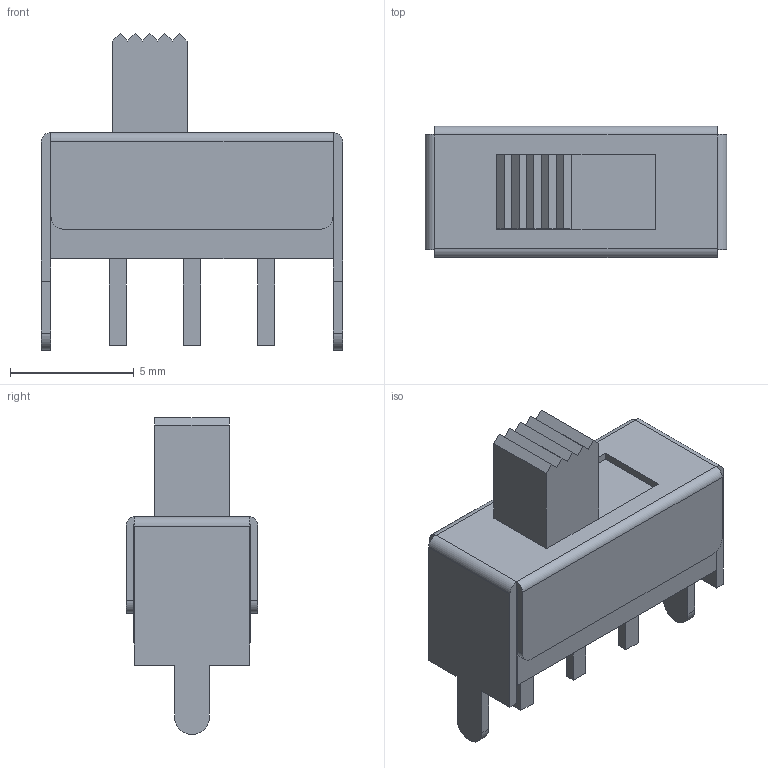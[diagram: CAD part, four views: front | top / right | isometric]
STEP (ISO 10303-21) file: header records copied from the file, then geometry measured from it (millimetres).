
FILE_DESCRIPTION (( 'STEP AP214' ), '1' );
FILE_NAME ('SW-TH_SHOU-HAN_SS12F44G4.step', '2022-07-26T17:25:17', ( '' ), ( '' ), 'SwSTEP 2.0', 'SolidWorks 2020', '' );
FILE_SCHEMA (( 'AUTOMOTIVE_DESIGN' ));
Length unit declared in the file: millimetre
Products named in the file (1): SW-TH_SHOU-HAN_SS12F44G4
Bounding box: 12.2 x 5.3 x 12.8 mm (x, y, z)
Volume: 358.6 mm3; surface area: 742.3 mm2
Topology: 15 solids, 15 shells, 376 faces, 993 edges, 658 vertices
Faces by surface type: plane 249, bspline 112, cylinder 15
Entity records: 16408 total; most frequent: CARTESIAN_POINT 4132, ORIENTED_EDGE 1986, DIRECTION 1333, EDGE_CURVE 993, VECTOR 727, LINE 727, VERTEX_POINT 658, EDGE_LOOP 401
